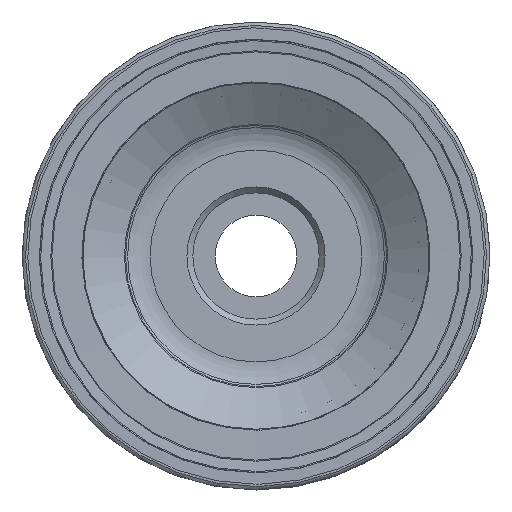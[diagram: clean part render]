
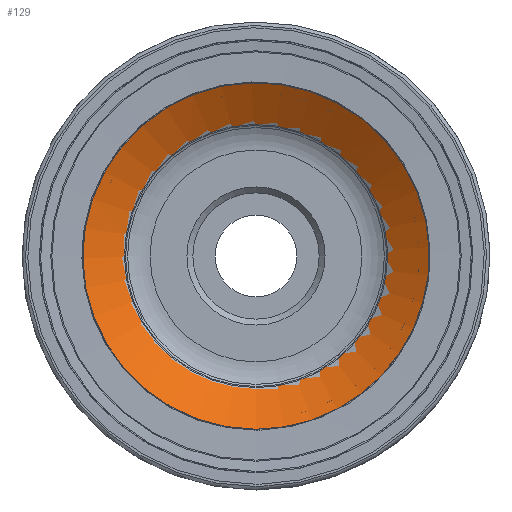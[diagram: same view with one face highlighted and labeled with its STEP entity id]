
A CAD part, left-side view. The second image highlights one B-rep face of the part: STEP entity #129.
In plain terms, the highlighted face is a revolution surface.
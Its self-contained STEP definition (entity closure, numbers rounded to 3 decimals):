
#129=ADVANCED_FACE('',(#295,#296),#187,.F.);
#187=SURFACE_OF_REVOLUTION('',#219,#207);
#207=AXIS1_PLACEMENT('',#1255,#989);
#219=LINE('',#1254,#247);
#247=VECTOR('',#988,7.388);
#295=FACE_BOUND('',#379,.T.);
#296=FACE_BOUND('',#380,.T.);
#379=EDGE_LOOP('',(#479));
#380=EDGE_LOOP('',(#480));
#479=ORIENTED_EDGE('',*,*,#708,.T.);
#480=ORIENTED_EDGE('',*,*,#707,.F.);
#637=VERTEX_POINT('',#1243);
#638=VERTEX_POINT('',#1253);
#707=EDGE_CURVE('',#637,#637,#795,.T.);
#708=EDGE_CURVE('',#638,#638,#796,.T.);
#795=CIRCLE('',#854,23.314);
#796=CIRCLE('',#855,17.714);
#854=AXIS2_PLACEMENT_3D('',#1242,#983,#984);
#855=AXIS2_PLACEMENT_3D('',#1252,#986,#987);
#983=DIRECTION('',(1.,0.,0.));
#984=DIRECTION('',(0.,0.,-1.));
#986=DIRECTION('',(1.,0.,0.));
#987=DIRECTION('',(0.,0.,-1.));
#988=DIRECTION('',(0.482,0.851,0.207));
#989=DIRECTION('',(1.,0.,0.));
#1242=CARTESIAN_POINT('',(0.376,0.,0.));
#1243=CARTESIAN_POINT('',(0.376,0.,-23.314));
#1252=CARTESIAN_POINT('',(3.939,0.,0.));
#1253=CARTESIAN_POINT('',(3.939,0.,-17.714));
#1254=CARTESIAN_POINT('',(0.376,-22.79,4.915));
#1255=CARTESIAN_POINT('',(0.,0.,0.));
